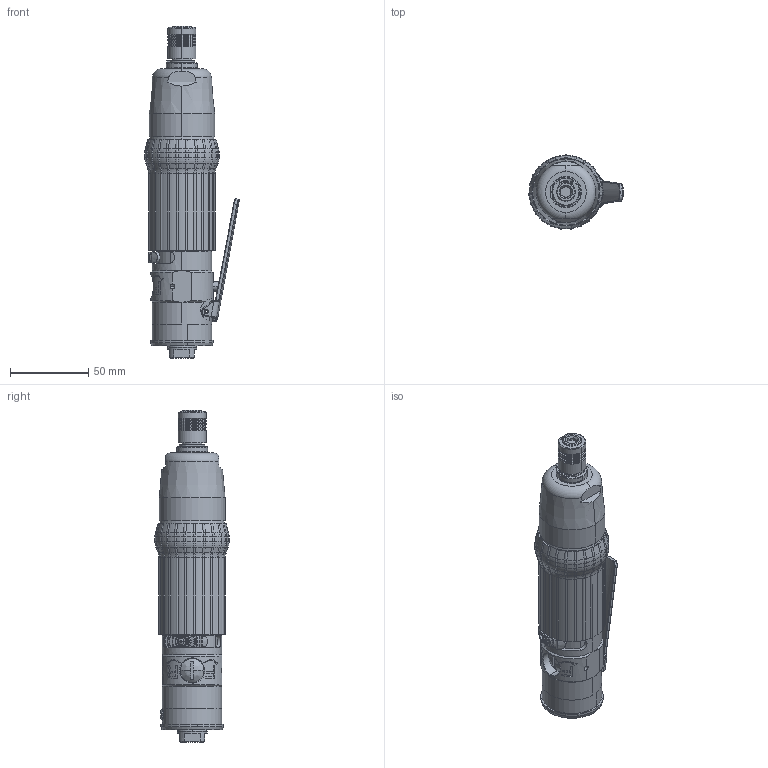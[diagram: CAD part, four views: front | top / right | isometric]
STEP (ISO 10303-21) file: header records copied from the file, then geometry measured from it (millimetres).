
FILE_DESCRIPTION((''),'2;1');
FILE_NAME('EXT_COMP_SW0007','2021-07-15T12:40:59',('INEdipo'),(''),'CREO PARAMETRIC BY PTC INC, 2020281','CREO PARAMETRIC BY PTC INC, 2020281','');
FILE_SCHEMA(('CONFIG_CONTROL_DESIGN'));
Length unit declared in the file: inch
Products named in the file (1): EXT_COMP_SW0007
Bounding box: 60.39 x 47.39 x 212.1 mm (x, y, z)
Volume: 240724.1 mm3; surface area: 34689.1 mm2
Topology: 2 solids, 2 shells, 814 faces, 1865 edges, 1081 vertices
Faces by surface type: cylinder 271, torus 198, plane 169, cone 101, bspline 71, sphere 4
Entity records: 28238 total; most frequent: CARTESIAN_POINT 10616, ORIENTED_EDGE 3718, DIRECTION 3677, EDGE_CURVE 1859, AXIS2_PLACEMENT_3D 1594, VERTEX_POINT 1081, EDGE_LOOP 856, CIRCLE 851
